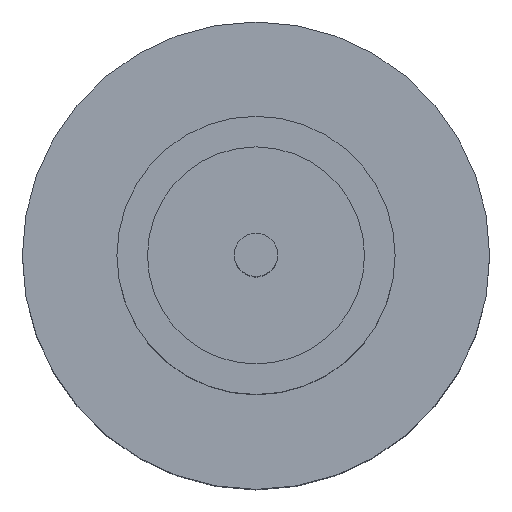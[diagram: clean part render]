
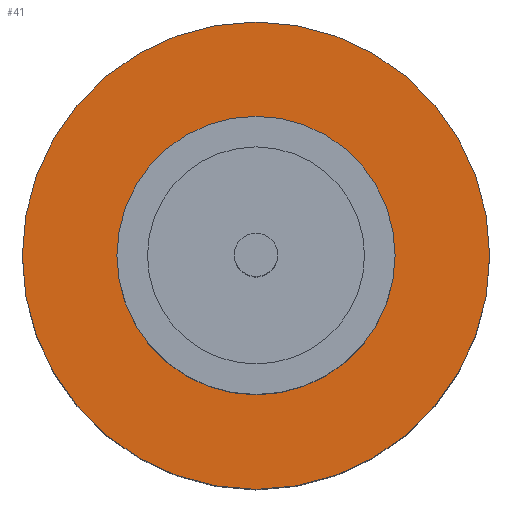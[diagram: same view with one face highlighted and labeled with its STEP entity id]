
A CAD part, top view. The second image highlights one B-rep face of the part: STEP entity #41.
In plain terms, the highlighted planar face has unit normal (0, 0, 1).
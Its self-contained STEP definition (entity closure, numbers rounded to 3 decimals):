
#7 = FACE_BOUND ( 'NONE', #383, .T. ) ;
#10 = CARTESIAN_POINT ( 'NONE',  ( 0., 0., 1.55 ) ) ;
#14 = DIRECTION ( 'NONE',  ( 1., 0., 0. ) ) ;
#41 = ADVANCED_FACE ( 'NONE', ( #7, #168 ), #297, .T. ) ;
#58 = EDGE_CURVE ( 'NONE', #707, #694, #377, .T. ) ;
#72 = VERTEX_POINT ( 'NONE', #561 ) ;
#74 = DIRECTION ( 'NONE',  ( 0., 0., 1. ) ) ;
#100 = DIRECTION ( 'NONE',  ( 0., 0., 1. ) ) ;
#109 = CARTESIAN_POINT ( 'NONE',  ( -1.25, 0., 1.55 ) ) ;
#165 = AXIS2_PLACEMENT_3D ( 'NONE', #687, #100, #821 ) ;
#168 = FACE_OUTER_BOUND ( 'NONE', #855, .T. ) ;
#230 = CARTESIAN_POINT ( 'NONE',  ( 0., 0., 1.55 ) ) ;
#237 = CIRCLE ( 'NONE', #632, 2.1 ) ;
#297 = PLANE ( 'NONE',  #517 ) ;
#300 = DIRECTION ( 'NONE',  ( 0., 0., 1. ) ) ;
#302 = DIRECTION ( 'NONE',  ( 1., 0., 0. ) ) ;
#377 = CIRCLE ( 'NONE', #165, 1.25 ) ;
#381 = EDGE_CURVE ( 'NONE', #467, #72, #822, .T. ) ;
#383 = EDGE_LOOP ( 'NONE', ( #715, #541 ) ) ;
#399 = CIRCLE ( 'NONE', #676, 1.25 ) ;
#424 = ORIENTED_EDGE ( 'NONE', *, *, #381, .T. ) ;
#460 = DIRECTION ( 'NONE',  ( 1., 0., 0. ) ) ;
#467 = VERTEX_POINT ( 'NONE', #725 ) ;
#503 = DIRECTION ( 'NONE',  ( 0., 0., 1. ) ) ;
#517 = AXIS2_PLACEMENT_3D ( 'NONE', #10, #556, #302 ) ;
#541 = ORIENTED_EDGE ( 'NONE', *, *, #58, .F. ) ;
#556 = DIRECTION ( 'NONE',  ( 0., 0., 1. ) ) ;
#561 = CARTESIAN_POINT ( 'NONE',  ( -2.1, 0., 1.55 ) ) ;
#604 = AXIS2_PLACEMENT_3D ( 'NONE', #777, #74, #460 ) ;
#632 = AXIS2_PLACEMENT_3D ( 'NONE', #746, #503, #14 ) ;
#637 = EDGE_CURVE ( 'NONE', #72, #467, #237, .T. ) ;
#664 = EDGE_CURVE ( 'NONE', #694, #707, #399, .T. ) ;
#676 = AXIS2_PLACEMENT_3D ( 'NONE', #230, #300, #811 ) ;
#687 = CARTESIAN_POINT ( 'NONE',  ( 0., 0., 1.55 ) ) ;
#694 = VERTEX_POINT ( 'NONE', #741 ) ;
#707 = VERTEX_POINT ( 'NONE', #109 ) ;
#715 = ORIENTED_EDGE ( 'NONE', *, *, #664, .F. ) ;
#725 = CARTESIAN_POINT ( 'NONE',  ( 2.1, 0., 1.55 ) ) ;
#741 = CARTESIAN_POINT ( 'NONE',  ( 1.25, 0., 1.55 ) ) ;
#742 = ORIENTED_EDGE ( 'NONE', *, *, #637, .T. ) ;
#746 = CARTESIAN_POINT ( 'NONE',  ( 0., 0., 1.55 ) ) ;
#777 = CARTESIAN_POINT ( 'NONE',  ( 0., 0., 1.55 ) ) ;
#811 = DIRECTION ( 'NONE',  ( 1., 0., 0. ) ) ;
#821 = DIRECTION ( 'NONE',  ( 1., 0., 0. ) ) ;
#822 = CIRCLE ( 'NONE', #604, 2.1 ) ;
#855 = EDGE_LOOP ( 'NONE', ( #742, #424 ) ) ;
